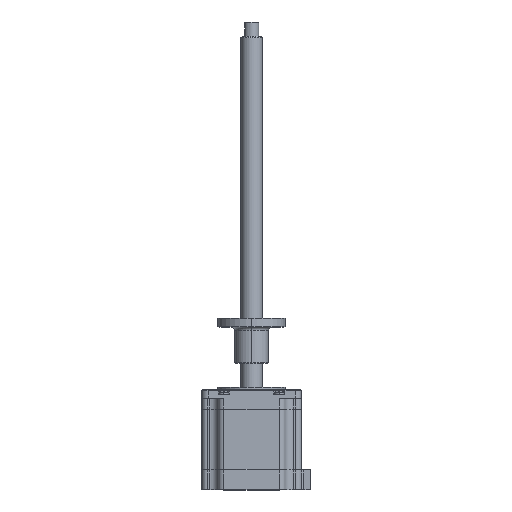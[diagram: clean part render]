
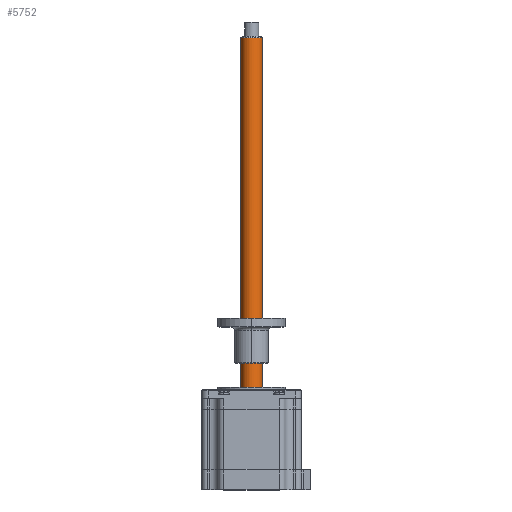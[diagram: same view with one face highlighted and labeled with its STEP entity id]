
A CAD part, top view. The second image highlights one B-rep face of the part: STEP entity #5752.
In plain terms, the highlighted cylindrical face has radius 6 mm (diameter 12 mm), a partial arc.
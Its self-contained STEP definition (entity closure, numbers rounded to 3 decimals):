
#90 = DIRECTION ( 'NONE',  ( -0.994, 0., -0.112 ) ) ;
#958 = CARTESIAN_POINT ( 'NONE',  ( -17.293, 9.999, 33.35 ) ) ;
#1132 = CARTESIAN_POINT ( 'NONE',  ( -17.293, 209.999, 33.35 ) ) ;
#1354 = LINE ( 'NONE', #3039, #7043 ) ;
#1638 = LINE ( 'NONE', #2464, #8371 ) ;
#1641 = DIRECTION ( 'NONE',  ( 0., -1., 0. ) ) ;
#2004 = DIRECTION ( 'NONE',  ( -0.994, 0., -0.112 ) ) ;
#2464 = CARTESIAN_POINT ( 'NONE',  ( -11.33, 209.999, 34.02 ) ) ;
#3039 = CARTESIAN_POINT ( 'NONE',  ( -23.255, 209.999, 32.68 ) ) ;
#3139 = CARTESIAN_POINT ( 'NONE',  ( -11.33, 208.999, 34.02 ) ) ;
#4702 = CYLINDRICAL_SURFACE ( 'NONE', #7260, 6. ) ;
#5490 = DIRECTION ( 'NONE',  ( 0., -1., 0. ) ) ;
#5752 = ADVANCED_FACE ( 'NONE', ( #10266 ), #4702, .T. ) ;
#6167 = ORIENTED_EDGE ( 'NONE', *, *, #6358, .F. ) ;
#6305 = AXIS2_PLACEMENT_3D ( 'NONE', #7671, #1641, #8642 ) ;
#6358 = EDGE_CURVE ( 'NONE', #8788, #10816, #1638, .T. ) ;
#6790 = ORIENTED_EDGE ( 'NONE', *, *, #10953, .T. ) ;
#6834 = VERTEX_POINT ( 'NONE', #7273 ) ;
#7043 = VECTOR ( 'NONE', #8966, 1000. ) ;
#7106 = EDGE_LOOP ( 'NONE', ( #6167, #7755, #6790, #11049 ) ) ;
#7260 = AXIS2_PLACEMENT_3D ( 'NONE', #1132, #11189, #90 ) ;
#7273 = CARTESIAN_POINT ( 'NONE',  ( -23.255, 9.999, 32.68 ) ) ;
#7671 = CARTESIAN_POINT ( 'NONE',  ( -17.293, 208.999, 33.35 ) ) ;
#7755 = ORIENTED_EDGE ( 'NONE', *, *, #11215, .T. ) ;
#7860 = AXIS2_PLACEMENT_3D ( 'NONE', #958, #7987, #2004 ) ;
#7987 = DIRECTION ( 'NONE',  ( 0., -1., 0. ) ) ;
#8371 = VECTOR ( 'NONE', #5490, 1000. ) ;
#8642 = DIRECTION ( 'NONE',  ( 0.994, 0., 0.112 ) ) ;
#8788 = VERTEX_POINT ( 'NONE', #3139 ) ;
#8966 = DIRECTION ( 'NONE',  ( 0., -1., 0. ) ) ;
#9074 = VERTEX_POINT ( 'NONE', #9624 ) ;
#9335 = CIRCLE ( 'NONE', #7860, 6. ) ;
#9624 = CARTESIAN_POINT ( 'NONE',  ( -23.255, 208.999, 32.68 ) ) ;
#9677 = CARTESIAN_POINT ( 'NONE',  ( -11.33, 9.999, 34.02 ) ) ;
#10266 = FACE_OUTER_BOUND ( 'NONE', #7106, .T. ) ;
#10816 = VERTEX_POINT ( 'NONE', #9677 ) ;
#10936 = EDGE_CURVE ( 'NONE', #10816, #6834, #9335, .T. ) ;
#10953 = EDGE_CURVE ( 'NONE', #9074, #6834, #1354, .T. ) ;
#11049 = ORIENTED_EDGE ( 'NONE', *, *, #10936, .F. ) ;
#11189 = DIRECTION ( 'NONE',  ( 0., -1., 0. ) ) ;
#11215 = EDGE_CURVE ( 'NONE', #8788, #9074, #12104, .T. ) ;
#12104 = CIRCLE ( 'NONE', #6305, 6. ) ;
